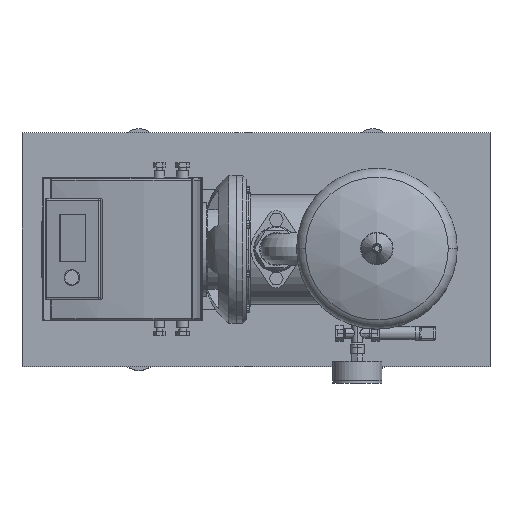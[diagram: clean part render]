
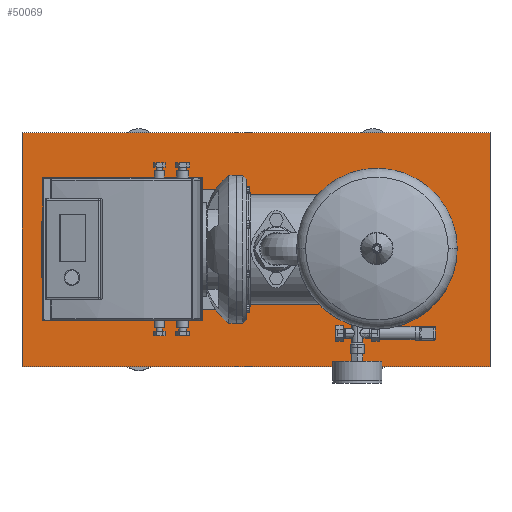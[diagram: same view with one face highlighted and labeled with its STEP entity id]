
A CAD part, top view. The second image highlights one B-rep face of the part: STEP entity #50069.
In plain terms, the highlighted planar face has unit normal (0, 0, 1).
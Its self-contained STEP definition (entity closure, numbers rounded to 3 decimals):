
#50030=CARTESIAN_POINT('',(-326.0,0.,90.0));
#50031=DIRECTION('',(0.0,0.0,1.0));
#50032=DIRECTION('',(0.0,-1.0,0.0));
#50033=AXIS2_PLACEMENT_3D('',#50030,#50031,#50032);
#50034=PLANE('',#50033);
#50035=CARTESIAN_POINT('',(274.0,-150.,90.));
#50036=VERTEX_POINT('',#50035);
#50037=CARTESIAN_POINT('',(274.0,150.,90.));
#50038=VERTEX_POINT('',#50037);
#50039=CARTESIAN_POINT('',(274.0,-150.,90.));
#50040=DIRECTION('',(0.0,1.0,0.0));
#50041=VECTOR('',#50040,300.0);
#50042=LINE('',#50039,#50041);
#50043=EDGE_CURVE('',#50036,#50038,#50042,.T.);
#50044=ORIENTED_EDGE('',*,*,#50043,.T.);
#50045=CARTESIAN_POINT('',(-326.0,150.,90.));
#50046=VERTEX_POINT('',#50045);
#50047=CARTESIAN_POINT('',(-326.0,150.,90.));
#50048=DIRECTION('',(1.0,0.0,0.0));
#50049=VECTOR('',#50048,600.0);
#50050=LINE('',#50047,#50049);
#50051=EDGE_CURVE('',#50046,#50038,#50050,.T.);
#50052=ORIENTED_EDGE('',*,*,#50051,.F.);
#50053=CARTESIAN_POINT('',(-326.0,-150.,90.));
#50054=VERTEX_POINT('',#50053);
#50055=CARTESIAN_POINT('',(-326.0,150.,90.));
#50056=DIRECTION('',(0.0,-1.0,0.0));
#50057=VECTOR('',#50056,300.0);
#50058=LINE('',#50055,#50057);
#50059=EDGE_CURVE('',#50046,#50054,#50058,.T.);
#50060=ORIENTED_EDGE('',*,*,#50059,.T.);
#50061=CARTESIAN_POINT('',(-326.0,-150.,90.));
#50062=DIRECTION('',(1.0,0.0,0.0));
#50063=VECTOR('',#50062,600.0);
#50064=LINE('',#50061,#50063);
#50065=EDGE_CURVE('',#50054,#50036,#50064,.T.);
#50066=ORIENTED_EDGE('',*,*,#50065,.T.);
#50067=EDGE_LOOP('',(#50044,#50052,#50060,#50066));
#50068=FACE_OUTER_BOUND('',#50067,.T.);
#50069=ADVANCED_FACE('',(#50068),#50034,.T.);
